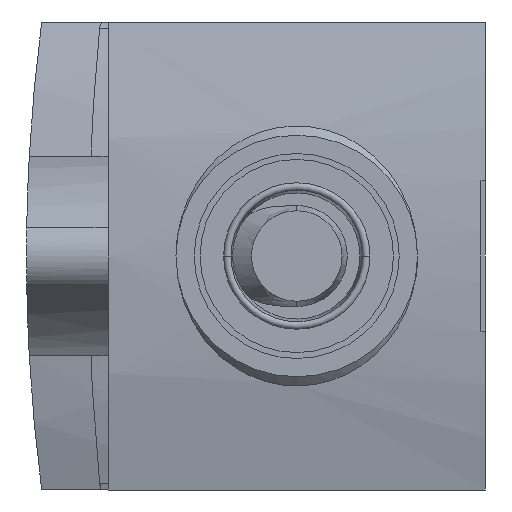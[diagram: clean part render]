
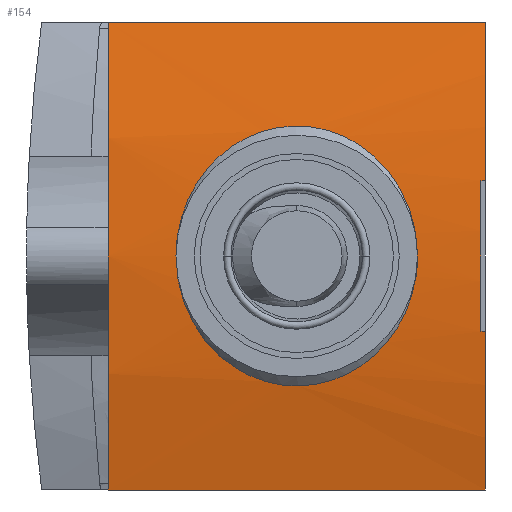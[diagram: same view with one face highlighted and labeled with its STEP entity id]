
A CAD part, left-side view. The second image highlights one B-rep face of the part: STEP entity #154.
In plain terms, the highlighted cylindrical face has radius 61.062 mm (diameter 122.125 mm), a partial arc.
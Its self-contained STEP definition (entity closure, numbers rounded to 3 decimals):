
#154=ADVANCED_FACE('',(#733,#734),#735,.T.);
#733=FACE_OUTER_BOUND('',#1779,.T.);
#734=FACE_BOUND('',#1780,.T.);
#735=CYLINDRICAL_SURFACE('',#1781,61.063);
#1779=EDGE_LOOP('',(#4445,#4446,#4447,#4448,#4449,#4450,#4451,#4452));
#1780=EDGE_LOOP('',(#4453,#4454));
#1781=AXIS2_PLACEMENT_3D('',#4455,#4456,#4457);
#4445=ORIENTED_EDGE('',*,*,#8257,.T.);
#4446=ORIENTED_EDGE('',*,*,#8241,.F.);
#4447=ORIENTED_EDGE('',*,*,#8133,.F.);
#4448=ORIENTED_EDGE('',*,*,#8197,.T.);
#4449=ORIENTED_EDGE('',*,*,#8258,.T.);
#4450=ORIENTED_EDGE('',*,*,#8251,.F.);
#4451=ORIENTED_EDGE('',*,*,#8259,.F.);
#4452=ORIENTED_EDGE('',*,*,#8091,.T.);
#4453=ORIENTED_EDGE('',*,*,#8260,.F.);
#4454=ORIENTED_EDGE('',*,*,#8261,.F.);
#4455=CARTESIAN_POINT('',(22.413,0.0,0.0));
#4456=DIRECTION('',(0.0,1.0,0.0));
#4457=DIRECTION('',(0.0,0.0,1.0));
#8091=EDGE_CURVE('',#9437,#9435,#9438,.T.);
#8133=EDGE_CURVE('',#9509,#9511,#9512,.T.);
#8197=EDGE_CURVE('',#9509,#9613,#9615,.T.);
#8241=EDGE_CURVE('',#9511,#9684,#9688,.T.);
#8251=EDGE_CURVE('',#9705,#9700,#9707,.T.);
#8257=EDGE_CURVE('',#9435,#9684,#9713,.T.);
#8258=EDGE_CURVE('',#9613,#9700,#9714,.T.);
#8259=EDGE_CURVE('',#9437,#9705,#9715,.T.);
#8260=EDGE_CURVE('',#9716,#9717,#9718,.T.);
#8261=EDGE_CURVE('',#9717,#9716,#9719,.T.);
#9435=VERTEX_POINT('',#11607);
#9437=VERTEX_POINT('',#11610);
#9438=CIRCLE('',#11611,61.063);
#9509=VERTEX_POINT('',#11709);
#9511=VERTEX_POINT('',#11712);
#9512=LINE('',#11713,#11714);
#9613=VERTEX_POINT('',#11869);
#9615=CIRCLE('',#11872,61.063);
#9684=VERTEX_POINT('',#11967);
#9688=CIRCLE('',#11972,61.063);
#9700=VERTEX_POINT('',#11987);
#9705=VERTEX_POINT('',#11993);
#9707=CIRCLE('',#11996,61.063);
#9713=LINE('',#12007,#12008);
#9714=LINE('',#12009,#12010);
#9715=LINE('',#12011,#12012);
#9716=VERTEX_POINT('',#12013);
#9717=VERTEX_POINT('',#12014);
#9718=B_SPLINE_CURVE_WITH_KNOTS('',3,(#12015,#12016,#12017,#12018,#12019,#12020,#12021,#12022,#12023,#12024,#12025,#12026,#12027,#12028,#12029,#12030,#12031,#12032,#12033,#12034),.UNSPECIFIED.,.F.,.F.,(4,1,1,1,1,1,1,1,1,1,1,1,1,1,1,1,1,4),(0.0,0.059,0.118,0.176,0.235,0.294,0.353,0.412,0.471,0.529,0.588,0.647,0.706,0.765,0.824,0.882,0.941,1.0),.UNSPECIFIED.);
#9719=B_SPLINE_CURVE_WITH_KNOTS('',3,(#12035,#12036,#12037,#12038,#12039,#12040,#12041,#12042,#12043,#12044,#12045,#12046,#12047,#12048,#12049,#12050,#12051,#12052,#12053,#12054),.UNSPECIFIED.,.F.,.F.,(4,1,1,1,1,1,1,1,1,1,1,1,1,1,1,1,1,4),(0.0,0.059,0.118,0.176,0.235,0.294,0.353,0.412,0.471,0.529,0.588,0.647,0.706,0.765,0.824,0.882,0.941,1.0),.UNSPECIFIED.);
#11607=CARTESIAN_POINT('',(-38.445,0.3,5.0));
#11610=CARTESIAN_POINT('',(-38.445,0.3,-5.0));
#11611=AXIS2_PLACEMENT_3D('',#15947,#15948,#15949);
#11709=CARTESIAN_POINT('',(-36.65,25.0,15.5));
#11712=CARTESIAN_POINT('',(-36.65,0.0,15.5));
#11713=CARTESIAN_POINT('',(-36.65,25.0,15.5));
#11714=VECTOR('',#16017,25.0);
#11869=CARTESIAN_POINT('',(-36.65,25.0,-15.5));
#11872=AXIS2_PLACEMENT_3D('',#16110,#16111,#16112);
#11967=CARTESIAN_POINT('',(-38.445,0.0,5.0));
#11972=AXIS2_PLACEMENT_3D('',#16188,#16189,#16190);
#11987=CARTESIAN_POINT('',(-36.65,0.0,-15.5));
#11993=CARTESIAN_POINT('',(-38.445,0.0,-5.0));
#11996=AXIS2_PLACEMENT_3D('',#16208,#16209,#16210);
#12007=CARTESIAN_POINT('',(-38.445,0.3,5.0));
#12008=VECTOR('',#16216,0.3);
#12009=CARTESIAN_POINT('',(-36.65,25.0,-15.5));
#12010=VECTOR('',#16217,25.0);
#12011=CARTESIAN_POINT('',(-38.445,0.3,-5.0));
#12012=VECTOR('',#16218,0.3);
#12013=CARTESIAN_POINT('',(-38.65,4.5,0.));
#12014=CARTESIAN_POINT('',(-38.65,20.5,0.));
#12015=CARTESIAN_POINT('',(-38.65,4.5,0.));
#12016=CARTESIAN_POINT('',(-38.65,4.5,0.548));
#12017=CARTESIAN_POINT('',(-38.636,4.595,1.623));
#12018=CARTESIAN_POINT('',(-38.572,5.03,3.216));
#12019=CARTESIAN_POINT('',(-38.477,5.721,4.653));
#12020=CARTESIAN_POINT('',(-38.367,6.627,5.908));
#12021=CARTESIAN_POINT('',(-38.252,7.745,6.978));
#12022=CARTESIAN_POINT('',(-38.152,9.011,7.795));
#12023=CARTESIAN_POINT('',(-38.079,10.34,8.336));
#12024=CARTESIAN_POINT('',(-38.038,11.767,8.622));
#12025=CARTESIAN_POINT('',(-38.038,13.232,8.622));
#12026=CARTESIAN_POINT('',(-38.079,14.658,8.336));
#12027=CARTESIAN_POINT('',(-38.152,15.987,7.796));
#12028=CARTESIAN_POINT('',(-38.252,17.254,6.979));
#12029=CARTESIAN_POINT('',(-38.367,18.372,5.909));
#12030=CARTESIAN_POINT('',(-38.477,19.277,4.655));
#12031=CARTESIAN_POINT('',(-38.572,19.97,3.217));
#12032=CARTESIAN_POINT('',(-38.636,20.405,1.624));
#12033=CARTESIAN_POINT('',(-38.65,20.5,0.549));
#12034=CARTESIAN_POINT('',(-38.65,20.5,0.));
#12035=CARTESIAN_POINT('',(-38.65,20.5,0.));
#12036=CARTESIAN_POINT('',(-38.65,20.5,-0.548));
#12037=CARTESIAN_POINT('',(-38.636,20.405,-1.623));
#12038=CARTESIAN_POINT('',(-38.572,19.97,-3.216));
#12039=CARTESIAN_POINT('',(-38.477,19.279,-4.653));
#12040=CARTESIAN_POINT('',(-38.367,18.373,-5.908));
#12041=CARTESIAN_POINT('',(-38.252,17.255,-6.978));
#12042=CARTESIAN_POINT('',(-38.152,15.989,-7.795));
#12043=CARTESIAN_POINT('',(-38.079,14.66,-8.336));
#12044=CARTESIAN_POINT('',(-38.038,13.233,-8.622));
#12045=CARTESIAN_POINT('',(-38.038,11.768,-8.622));
#12046=CARTESIAN_POINT('',(-38.079,10.342,-8.336));
#12047=CARTESIAN_POINT('',(-38.152,9.013,-7.796));
#12048=CARTESIAN_POINT('',(-38.252,7.746,-6.979));
#12049=CARTESIAN_POINT('',(-38.367,6.628,-5.909));
#12050=CARTESIAN_POINT('',(-38.477,5.723,-4.655));
#12051=CARTESIAN_POINT('',(-38.572,5.03,-3.218));
#12052=CARTESIAN_POINT('',(-38.636,4.595,-1.625));
#12053=CARTESIAN_POINT('',(-38.65,4.5,-0.549));
#12054=CARTESIAN_POINT('',(-38.65,4.5,0.));
#15947=CARTESIAN_POINT('',(22.413,0.3,0.0));
#15948=DIRECTION('',(0.0,1.0,0.0));
#15949=DIRECTION('',(-0.997,0.0,-0.082));
#16017=DIRECTION('',(0.0,-1.0,0.0));
#16110=CARTESIAN_POINT('',(22.413,25.0,0.0));
#16111=DIRECTION('',(0.0,-1.0,0.0));
#16112=DIRECTION('',(-0.967,0.0,0.254));
#16188=CARTESIAN_POINT('',(22.413,0.0,0.0));
#16189=DIRECTION('',(0.0,-1.0,0.0));
#16190=DIRECTION('',(-0.967,0.0,0.254));
#16208=CARTESIAN_POINT('',(22.413,0.0,0.0));
#16209=DIRECTION('',(0.0,-1.0,-0.0));
#16210=DIRECTION('',(-0.997,0.0,-0.082));
#16216=DIRECTION('',(0.0,-1.0,0.0));
#16217=DIRECTION('',(0.0,-1.0,0.0));
#16218=DIRECTION('',(0.0,-1.0,0.0));
